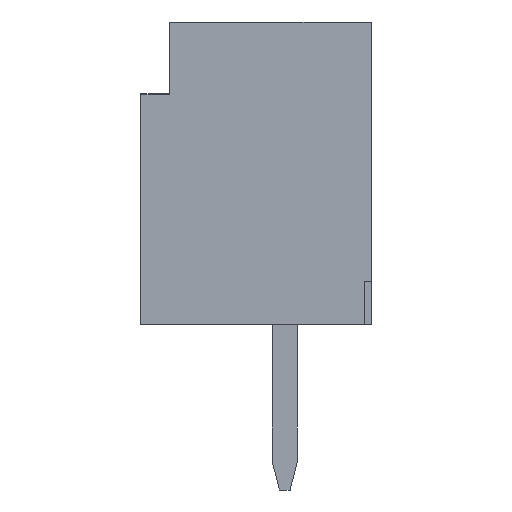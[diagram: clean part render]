
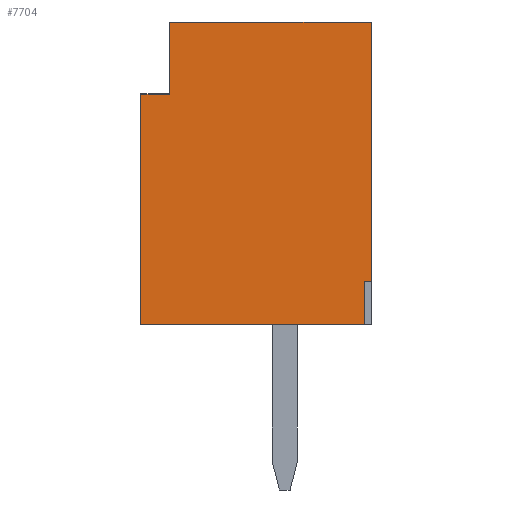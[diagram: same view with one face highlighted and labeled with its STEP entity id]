
A CAD part, left-side view. The second image highlights one B-rep face of the part: STEP entity #7704.
In plain terms, the highlighted face is planar.
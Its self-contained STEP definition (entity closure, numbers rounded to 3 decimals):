
#766=ORIENTED_EDGE('',*,*,#1919,.F.);
#767=ORIENTED_EDGE('',*,*,#1926,.T.);
#768=ORIENTED_EDGE('',*,*,#2177,.F.);
#769=ORIENTED_EDGE('',*,*,#2178,.F.);
#770=ORIENTED_EDGE('',*,*,#2160,.F.);
#771=ORIENTED_EDGE('',*,*,#2142,.T.);
#772=ORIENTED_EDGE('',*,*,#2179,.F.);
#773=ORIENTED_EDGE('',*,*,#2180,.F.);
#1919=EDGE_CURVE('',#2695,#2696,#3274,.T.);
#1926=EDGE_CURVE('',#2695,#2700,#3281,.T.);
#2142=EDGE_CURVE('',#2840,#2839,#3497,.T.);
#2160=EDGE_CURVE('',#2840,#2850,#3515,.T.);
#2177=EDGE_CURVE('',#2853,#2700,#3532,.T.);
#2178=EDGE_CURVE('',#2850,#2853,#3533,.T.);
#2179=EDGE_CURVE('',#2854,#2839,#3534,.T.);
#2180=EDGE_CURVE('',#2696,#2854,#3535,.T.);
#2695=VERTEX_POINT('',#10050);
#2696=VERTEX_POINT('',#10052);
#2700=VERTEX_POINT('',#10064);
#2839=VERTEX_POINT('',#10497);
#2840=VERTEX_POINT('',#10499);
#2850=VERTEX_POINT('',#10530);
#2853=VERTEX_POINT('',#10565);
#2854=VERTEX_POINT('',#10568);
#3274=LINE('',#10051,#4093);
#3281=LINE('',#10065,#4100);
#3497=LINE('',#10498,#4316);
#3515=LINE('',#10532,#4334);
#3532=LINE('',#10564,#4351);
#3533=LINE('',#10566,#4352);
#3534=LINE('',#10567,#4353);
#3535=LINE('',#10569,#4354);
#4093=VECTOR('',#8500,1000.);
#4100=VECTOR('',#8511,1000.);
#4316=VECTOR('',#8883,1000.);
#4334=VECTOR('',#8911,1000.);
#4351=VECTOR('',#8954,1000.);
#4352=VECTOR('',#8955,1000.);
#4353=VECTOR('',#8956,1000.);
#4354=VECTOR('',#8957,1000.);
#4817=EDGE_LOOP('',(#766,#767,#768,#769,#770,#771,#772,#773));
#5124=FACE_BOUND('',#4817,.T.);
#5422=PLANE('',#7996);
#7704=ADVANCED_FACE('',(#5124),#5422,.F.);
#7996=AXIS2_PLACEMENT_3D('',#10563,#8952,#8953);
#8500=DIRECTION('',(0.,0.,-1.));
#8511=DIRECTION('',(0.,1.,0.));
#8883=DIRECTION('',(0.,-1.,0.));
#8911=DIRECTION('',(0.,0.,1.));
#8952=DIRECTION('',(-1.,0.,0.));
#8953=DIRECTION('',(0.,0.,1.));
#8954=DIRECTION('',(0.,0.,-1.));
#8955=DIRECTION('',(0.,1.,0.));
#8956=DIRECTION('',(0.,0.,1.));
#8957=DIRECTION('',(0.,-1.,0.));
#10050=CARTESIAN_POINT('',(6.5,1.5,-1.5));
#10051=CARTESIAN_POINT('',(6.5,1.5,-1.5));
#10052=CARTESIAN_POINT('',(6.5,1.5,-2.1));
#10064=CARTESIAN_POINT('',(6.5,1.6,-1.5));
#10065=CARTESIAN_POINT('',(6.5,1.5,-1.5));
#10497=CARTESIAN_POINT('',(6.5,-1.6,1.1));
#10498=CARTESIAN_POINT('',(6.5,-1.2,1.1));
#10499=CARTESIAN_POINT('',(6.5,-1.2,1.1));
#10530=CARTESIAN_POINT('',(6.5,-1.2,2.1));
#10532=CARTESIAN_POINT('',(6.5,-1.2,1.1));
#10563=CARTESIAN_POINT('',(6.5,0.,0.));
#10564=CARTESIAN_POINT('',(6.5,1.6,2.1));
#10565=CARTESIAN_POINT('',(6.5,1.6,2.1));
#10566=CARTESIAN_POINT('',(6.5,-1.6,2.1));
#10567=CARTESIAN_POINT('',(6.5,-1.6,-2.1));
#10568=CARTESIAN_POINT('',(6.5,-1.6,-2.1));
#10569=CARTESIAN_POINT('',(6.5,1.6,-2.1));
